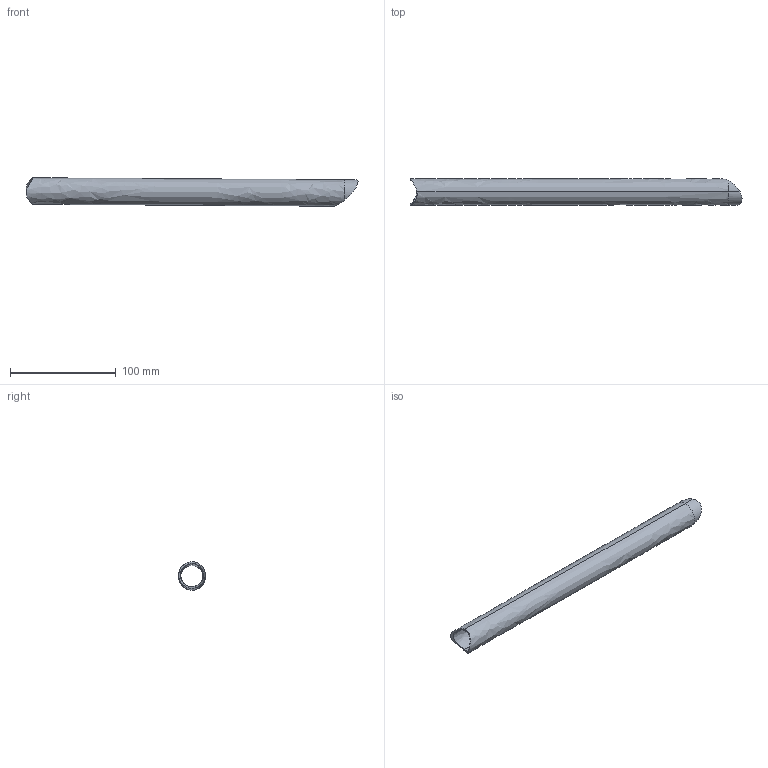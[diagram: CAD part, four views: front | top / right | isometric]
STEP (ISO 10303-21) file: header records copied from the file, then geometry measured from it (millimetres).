
FILE_DESCRIPTION(('CATIA V5 STEP Exchange'),'2;1');
FILE_NAME('18.stp','2018-12-01T17:21:59+00:00',('none'),('none'),'CATIA Version 5 Release 19 SP 2 (IN-10)','CATIA V5 STEP AP203','none');
FILE_SCHEMA(('CONFIG_CONTROL_DESIGN'));
Length unit declared in the file: millimetre
Products named in the file (1): Symmetry of Shape_723
Bounding box: 313.21 x 25 x 26.84 mm (x, y, z)
Volume: 32856 mm3; surface area: 44108.8 mm2
Topology: 1 solids, 1 shells, 11 faces, 28 edges, 18 vertices
Faces by surface type: cylinder 6, bspline 4, plane 1
Entity records: 662 total; most frequent: CARTESIAN_POINT 412, ORIENTED_EDGE 56, EDGE_CURVE 28, DIRECTION 20, VERTEX_POINT 18, B_SPLINE_CURVE_WITH_KNOTS 16, EDGE_LOOP 12, AXIS2_PLACEMENT_3D 11
